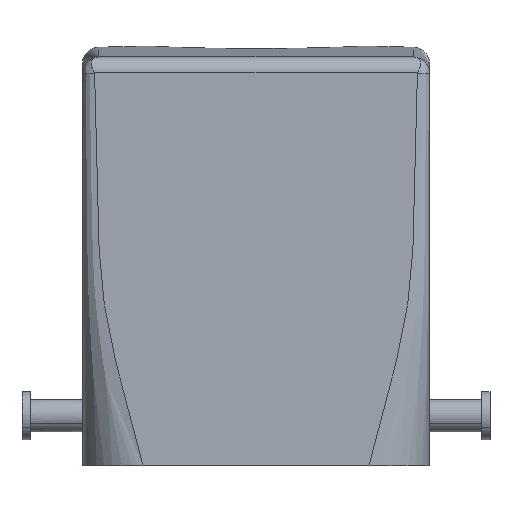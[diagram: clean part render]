
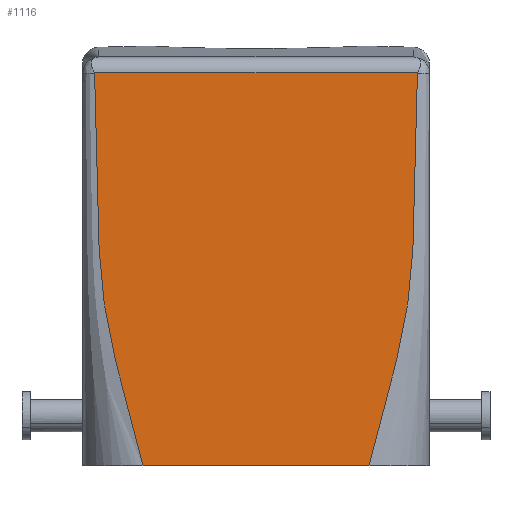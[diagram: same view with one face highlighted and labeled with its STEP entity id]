
A CAD part, front view. The second image highlights one B-rep face of the part: STEP entity #1116.
In plain terms, the highlighted planar face has unit normal (0, -1, 0.013).
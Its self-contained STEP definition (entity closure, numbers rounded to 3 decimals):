
#1019=AXIS2_PLACEMENT_3D('Plane Axis2P3D',#1016,#1017,#1018) ;
#371=CARTESIAN_POINT('Line Origine',(18.25,0.638,48.721)) ;
#375=CARTESIAN_POINT('Vertex',(9.,0.638,48.721)) ;
#377=CARTESIAN_POINT('Vertex',(49.,0.638,48.721)) ;
#1016=CARTESIAN_POINT('Axis2P3D Location',(29.,1.046,79.915)) ;
#1021=CARTESIAN_POINT('Line Origine',(29.,0.,0.)) ;
#1025=CARTESIAN_POINT('Vertex',(15.,0.,0.)) ;
#1027=CARTESIAN_POINT('Vertex',(43.,0.,0.)) ;
#1031=CARTESIAN_POINT('Control Point',(49.001,0.637,48.667)) ;
#1032=CARTESIAN_POINT('Control Point',(49.001,0.636,48.586)) ;
#1033=CARTESIAN_POINT('Control Point',(49.,0.635,48.506)) ;
#1034=CARTESIAN_POINT('Control Point',(48.999,0.634,48.413)) ;
#1035=CARTESIAN_POINT('Control Point',(48.997,0.631,48.216)) ;
#1036=CARTESIAN_POINT('Control Point',(48.996,0.629,48.041)) ;
#1037=CARTESIAN_POINT('Control Point',(48.995,0.628,47.968)) ;
#1038=CARTESIAN_POINT('Control Point',(48.957,0.576,43.975)) ;
#1039=CARTESIAN_POINT('Control Point',(48.891,0.523,39.983)) ;
#1040=CARTESIAN_POINT('Control Point',(48.771,0.472,36.062)) ;
#1041=CARTESIAN_POINT('Control Point',(48.671,0.418,31.933)) ;
#1042=CARTESIAN_POINT('Control Point',(48.491,0.364,27.809)) ;
#1043=CARTESIAN_POINT('Control Point',(48.481,0.361,27.591)) ;
#1044=CARTESIAN_POINT('Control Point',(48.452,0.353,26.958)) ;
#1045=CARTESIAN_POINT('Control Point',(48.419,0.345,26.326)) ;
#1046=CARTESIAN_POINT('Control Point',(48.396,0.339,25.911)) ;
#1047=CARTESIAN_POINT('Control Point',(48.346,0.329,25.103)) ;
#1048=CARTESIAN_POINT('Control Point',(48.286,0.318,24.294)) ;
#1049=CARTESIAN_POINT('Control Point',(48.254,0.313,23.898)) ;
#1050=CARTESIAN_POINT('Control Point',(47.996,0.275,20.984)) ;
#1051=CARTESIAN_POINT('Control Point',(47.577,0.237,18.081)) ;
#1052=CARTESIAN_POINT('Control Point',(47.06,0.204,15.584)) ;
#1053=CARTESIAN_POINT('Control Point',(45.936,0.144,10.973)) ;
#1054=CARTESIAN_POINT('Control Point',(44.674,0.084,6.392)) ;
#1055=CARTESIAN_POINT('Control Point',(44.092,0.056,4.274)) ;
#1056=CARTESIAN_POINT('Control Point',(43.538,0.028,2.139)) ;
#1057=CARTESIAN_POINT('Control Point',(43.,0.,0.)) ;
#1058=CARTESIAN_POINT('Vertex',(49.001,0.637,48.667)) ;
#1062=CARTESIAN_POINT('Control Point',(49.,0.638,48.721)) ;
#1063=CARTESIAN_POINT('Control Point',(49.001,0.638,48.71)) ;
#1064=CARTESIAN_POINT('Control Point',(49.002,0.638,48.699)) ;
#1065=CARTESIAN_POINT('Control Point',(49.002,0.637,48.688)) ;
#1066=CARTESIAN_POINT('Control Point',(49.002,0.637,48.677)) ;
#1067=CARTESIAN_POINT('Control Point',(49.001,0.637,48.667)) ;
#1070=CARTESIAN_POINT('Control Point',(9.,0.638,48.721)) ;
#1071=CARTESIAN_POINT('Control Point',(8.999,0.638,48.71)) ;
#1072=CARTESIAN_POINT('Control Point',(8.998,0.638,48.699)) ;
#1073=CARTESIAN_POINT('Control Point',(8.998,0.637,48.688)) ;
#1074=CARTESIAN_POINT('Control Point',(8.998,0.637,48.677)) ;
#1075=CARTESIAN_POINT('Control Point',(8.999,0.637,48.667)) ;
#1076=CARTESIAN_POINT('Vertex',(8.999,0.637,48.667)) ;
#1080=CARTESIAN_POINT('Control Point',(8.999,0.637,48.667)) ;
#1081=CARTESIAN_POINT('Control Point',(8.999,0.636,48.586)) ;
#1082=CARTESIAN_POINT('Control Point',(9.,0.635,48.506)) ;
#1083=CARTESIAN_POINT('Control Point',(9.001,0.634,48.413)) ;
#1084=CARTESIAN_POINT('Control Point',(9.003,0.631,48.216)) ;
#1085=CARTESIAN_POINT('Control Point',(9.004,0.629,48.041)) ;
#1086=CARTESIAN_POINT('Control Point',(9.005,0.628,47.968)) ;
#1087=CARTESIAN_POINT('Control Point',(9.043,0.576,43.975)) ;
#1088=CARTESIAN_POINT('Control Point',(9.109,0.523,39.983)) ;
#1089=CARTESIAN_POINT('Control Point',(9.229,0.472,36.061)) ;
#1090=CARTESIAN_POINT('Control Point',(9.329,0.418,31.933)) ;
#1091=CARTESIAN_POINT('Control Point',(9.509,0.364,27.809)) ;
#1092=CARTESIAN_POINT('Control Point',(9.519,0.361,27.591)) ;
#1093=CARTESIAN_POINT('Control Point',(9.548,0.353,26.958)) ;
#1094=CARTESIAN_POINT('Control Point',(9.581,0.345,26.325)) ;
#1095=CARTESIAN_POINT('Control Point',(9.604,0.339,25.911)) ;
#1096=CARTESIAN_POINT('Control Point',(9.654,0.329,25.103)) ;
#1097=CARTESIAN_POINT('Control Point',(9.714,0.318,24.294)) ;
#1098=CARTESIAN_POINT('Control Point',(9.747,0.313,23.898)) ;
#1099=CARTESIAN_POINT('Control Point',(10.004,0.275,20.983)) ;
#1100=CARTESIAN_POINT('Control Point',(10.423,0.237,18.081)) ;
#1101=CARTESIAN_POINT('Control Point',(10.94,0.204,15.584)) ;
#1102=CARTESIAN_POINT('Control Point',(12.064,0.144,10.973)) ;
#1103=CARTESIAN_POINT('Control Point',(13.326,0.084,6.392)) ;
#1104=CARTESIAN_POINT('Control Point',(13.908,0.056,4.274)) ;
#1105=CARTESIAN_POINT('Control Point',(14.463,0.028,2.139)) ;
#1106=CARTESIAN_POINT('Control Point',(15.,0.,0.)) ;
#372=DIRECTION('Vector Direction',(1.,0.,0.)) ;
#1017=DIRECTION('Axis2P3D Direction',(0.,-1.,0.013)) ;
#1018=DIRECTION('Axis2P3D XDirection',(-1.,0.,0.)) ;
#1022=DIRECTION('Vector Direction',(-1.,0.,0.)) ;
#373=VECTOR('Line Direction',#372,1.) ;
#1023=VECTOR('Line Direction',#1022,1.) ;
#1109=ORIENTED_EDGE('',*,*,#1029,.T.) ;
#1110=ORIENTED_EDGE('',*,*,#1060,.T.) ;
#1111=ORIENTED_EDGE('',*,*,#1068,.T.) ;
#1112=ORIENTED_EDGE('',*,*,#379,.F.) ;
#1113=ORIENTED_EDGE('',*,*,#1078,.F.) ;
#1114=ORIENTED_EDGE('',*,*,#1107,.F.) ;
#1116=ADVANCED_FACE('Housing',(#1115),#1020,.T.) ;
#1030=B_SPLINE_CURVE_WITH_KNOTS('',5,(#1031,#1032,#1033,#1034,#1035,#1036,#1037,#1038,#1039,#1040,#1041,#1042,#1043,#1044,#1045,#1046,#1047,#1048,#1049,#1050,#1051,#1052,#1053,#1054,#1055,#1056,#1057),.UNSPECIFIED.,.F.,.U.,(6,3,3,3,3,3,3,3,6),(0.,0.57,1.141,28.879,30.425,33.38,36.18,54.129,69.711),.UNSPECIFIED.) ;
#1061=B_SPLINE_CURVE_WITH_KNOTS('',5,(#1062,#1063,#1064,#1065,#1066,#1067),.UNSPECIFIED.,.F.,.U.,(6,6),(0.,0.077),.UNSPECIFIED.) ;
#1069=B_SPLINE_CURVE_WITH_KNOTS('',5,(#1070,#1071,#1072,#1073,#1074,#1075),.UNSPECIFIED.,.F.,.U.,(6,6),(0.,0.077),.UNSPECIFIED.) ;
#1079=B_SPLINE_CURVE_WITH_KNOTS('',5,(#1080,#1081,#1082,#1083,#1084,#1085,#1086,#1087,#1088,#1089,#1090,#1091,#1092,#1093,#1094,#1095,#1096,#1097,#1098,#1099,#1100,#1101,#1102,#1103,#1104,#1105,#1106),.UNSPECIFIED.,.F.,.U.,(6,3,3,3,3,3,3,3,6),(0.,0.57,1.141,28.879,30.426,33.38,36.181,54.129,69.711),.UNSPECIFIED.) ;
#379=EDGE_CURVE('',#376,#378,#374,.T.) ;
#1029=EDGE_CURVE('',#1026,#1028,#1024,.F.) ;
#1060=EDGE_CURVE('',#1028,#1059,#1030,.F.) ;
#1068=EDGE_CURVE('',#1059,#378,#1061,.F.) ;
#1078=EDGE_CURVE('',#1077,#376,#1069,.F.) ;
#1107=EDGE_CURVE('',#1026,#1077,#1079,.F.) ;
#1108=EDGE_LOOP('',(#1109,#1110,#1111,#1112,#1113,#1114)) ;
#1115=FACE_OUTER_BOUND('',#1108,.T.) ;
#374=LINE('Line',#371,#373) ;
#1024=LINE('Line',#1021,#1023) ;
#1020=PLANE('',#1019) ;
#376=VERTEX_POINT('',#375) ;
#378=VERTEX_POINT('',#377) ;
#1026=VERTEX_POINT('',#1025) ;
#1028=VERTEX_POINT('',#1027) ;
#1059=VERTEX_POINT('',#1058) ;
#1077=VERTEX_POINT('',#1076) ;
